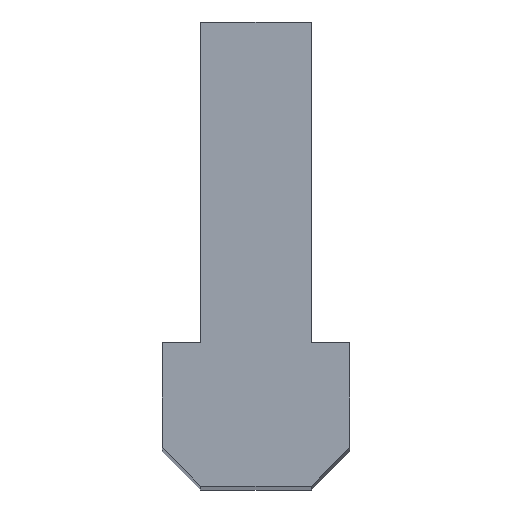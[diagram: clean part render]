
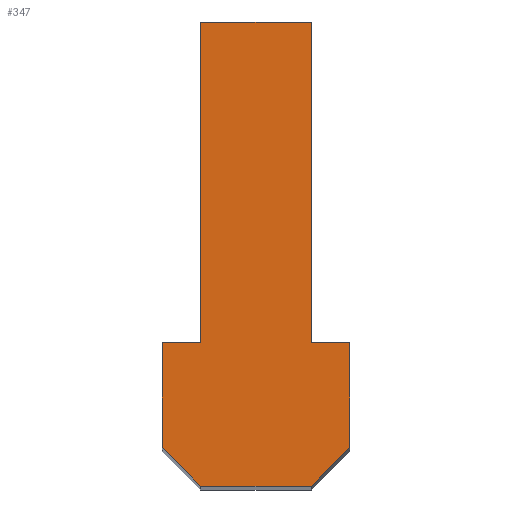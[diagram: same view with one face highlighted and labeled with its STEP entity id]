
A CAD part, top view. The second image highlights one B-rep face of the part: STEP entity #347.
In plain terms, the highlighted planar face has unit normal (0, 0, 1).
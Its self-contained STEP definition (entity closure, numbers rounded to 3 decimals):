
#17=CARTESIAN_POINT('',(2.5,21.,100.0));
#18=VERTEX_POINT('',#17);
#25=CARTESIAN_POINT('',(2.5,6.5,100.0));
#26=VERTEX_POINT('',#25);
#27=CARTESIAN_POINT('',(2.5,6.5,100.0));
#28=DIRECTION('',(0.0,1.0,0.0));
#29=VECTOR('',#28,14.5);
#30=LINE('',#27,#29);
#31=EDGE_CURVE('',#26,#18,#30,.T.);
#55=CARTESIAN_POINT('',(-2.5,21.,100.0));
#56=VERTEX_POINT('',#55);
#63=CARTESIAN_POINT('',(2.5,21.,100.0));
#64=DIRECTION('',(-1.0,0.0,0.0));
#65=VECTOR('',#64,5.);
#66=LINE('',#63,#65);
#67=EDGE_CURVE('',#18,#56,#66,.T.);
#86=CARTESIAN_POINT('',(-2.5,6.5,100.0));
#87=VERTEX_POINT('',#86);
#94=CARTESIAN_POINT('',(-2.5,21.,100.0));
#95=DIRECTION('',(0.0,-1.0,0.0));
#96=VECTOR('',#95,14.5);
#97=LINE('',#94,#96);
#98=EDGE_CURVE('',#56,#87,#97,.T.);
#117=CARTESIAN_POINT('',(-4.25,6.5,100.0));
#118=VERTEX_POINT('',#117);
#125=CARTESIAN_POINT('',(-2.5,6.5,100.0));
#126=DIRECTION('',(-1.0,0.0,0.0));
#127=VECTOR('',#126,1.75);
#128=LINE('',#125,#127);
#129=EDGE_CURVE('',#87,#118,#128,.T.);
#148=CARTESIAN_POINT('',(-4.25,1.75,100.0));
#149=VERTEX_POINT('',#148);
#156=CARTESIAN_POINT('',(-4.25,6.5,100.0));
#157=DIRECTION('',(0.0,-1.0,0.0));
#158=VECTOR('',#157,4.75);
#159=LINE('',#156,#158);
#160=EDGE_CURVE('',#118,#149,#159,.T.);
#179=CARTESIAN_POINT('',(-2.5,0.0,100.0));
#180=VERTEX_POINT('',#179);
#187=CARTESIAN_POINT('',(-4.25,1.75,100.0));
#188=DIRECTION('',(0.707,-0.707,0.0));
#189=VECTOR('',#188,2.475);
#190=LINE('',#187,#189);
#191=EDGE_CURVE('',#149,#180,#190,.T.);
#210=CARTESIAN_POINT('',(2.5,0.0,100.0));
#211=VERTEX_POINT('',#210);
#218=CARTESIAN_POINT('',(-2.5,0.0,100.0));
#219=DIRECTION('',(1.0,0.0,0.0));
#220=VECTOR('',#219,5.);
#221=LINE('',#218,#220);
#222=EDGE_CURVE('',#180,#211,#221,.T.);
#241=CARTESIAN_POINT('',(4.25,1.75,100.0));
#242=VERTEX_POINT('',#241);
#249=CARTESIAN_POINT('',(2.5,0.,100.0));
#250=DIRECTION('',(0.707,0.707,0.0));
#251=VECTOR('',#250,2.475);
#252=LINE('',#249,#251);
#253=EDGE_CURVE('',#211,#242,#252,.T.);
#272=CARTESIAN_POINT('',(4.25,6.5,100.0));
#273=VERTEX_POINT('',#272);
#280=CARTESIAN_POINT('',(4.25,1.75,100.0));
#281=DIRECTION('',(0.0,1.0,0.0));
#282=VECTOR('',#281,4.75);
#283=LINE('',#280,#282);
#284=EDGE_CURVE('',#242,#273,#283,.T.);
#302=CARTESIAN_POINT('',(4.25,6.5,100.0));
#303=DIRECTION('',(-1.0,0.0,0.0));
#304=VECTOR('',#303,1.75);
#305=LINE('',#302,#304);
#306=EDGE_CURVE('',#273,#26,#305,.T.);
#330=CARTESIAN_POINT('',(-5.1,-2.1,100.0));
#331=DIRECTION('',(0.0,0.0,1.0));
#332=DIRECTION('',(1.0,0.0,0.0));
#333=AXIS2_PLACEMENT_3D('',#330,#331,#332);
#334=PLANE('',#333);
#335=ORIENTED_EDGE('',*,*,#31,.T.);
#336=ORIENTED_EDGE('',*,*,#67,.T.);
#337=ORIENTED_EDGE('',*,*,#98,.T.);
#338=ORIENTED_EDGE('',*,*,#129,.T.);
#339=ORIENTED_EDGE('',*,*,#160,.T.);
#340=ORIENTED_EDGE('',*,*,#191,.T.);
#341=ORIENTED_EDGE('',*,*,#222,.T.);
#342=ORIENTED_EDGE('',*,*,#253,.T.);
#343=ORIENTED_EDGE('',*,*,#284,.T.);
#344=ORIENTED_EDGE('',*,*,#306,.T.);
#345=EDGE_LOOP('',(#335,#336,#337,#338,#339,#340,#341,#342,#343,#344));
#346=FACE_OUTER_BOUND('',#345,.T.);
#347=ADVANCED_FACE('',(#346),#334,.T.);
